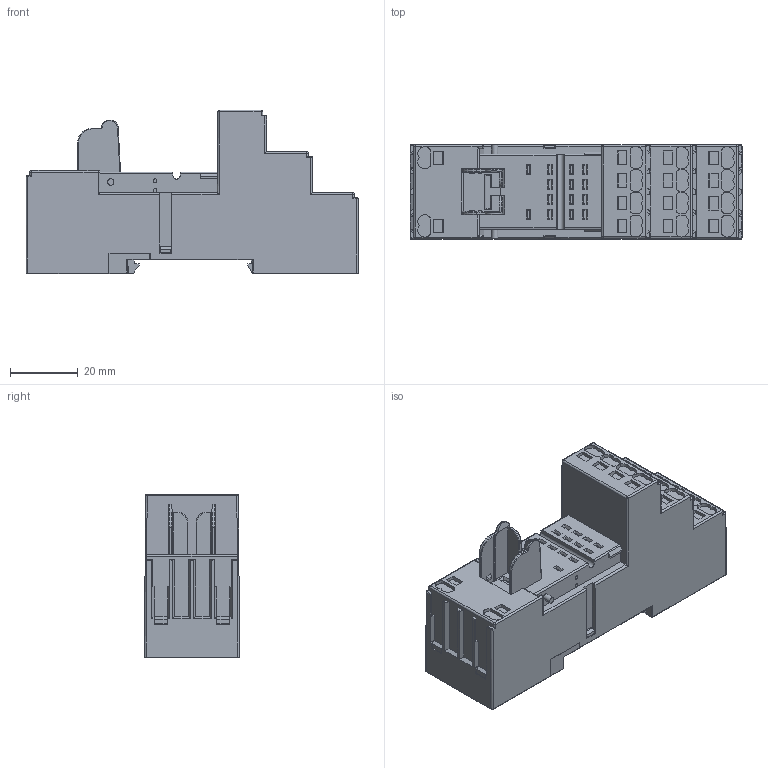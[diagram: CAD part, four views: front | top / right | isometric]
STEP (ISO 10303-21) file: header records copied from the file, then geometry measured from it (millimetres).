
FILE_DESCRIPTION((''),'2;1');
FILE_NAME('C-1860000-1','2017-10-06T',('workeradm'),('TE Connectivity Ltd.'),'CREO PARAMETRIC BY PTC INC, 2016050','CREO PARAMETRIC BY PTC INC, 2016050','');
FILE_SCHEMA(('AUTOMOTIVE_DESIGN { 1 0 10303 214 1 1 1 1 }'));
Length unit declared in the file: millimetre
Products named in the file (1): C-1860000-1
Bounding box: 98 x 28 x 48.3 mm (x, y, z)
Volume: 81751.7 mm3; surface area: 16898.6 mm2
Topology: 1 solids, 1 shells, 873 faces, 2251 edges, 1438 vertices
Faces by surface type: plane 607, cylinder 226, sphere 18, bspline 14, torus 8
Entity records: 28287 total; most frequent: CARTESIAN_POINT 6924, ORIENTED_EDGE 4502, DIRECTION 4173, EDGE_CURVE 2251, VECTOR 1771, LINE 1771, VERTEX_POINT 1438, AXIS2_PLACEMENT_3D 1201
